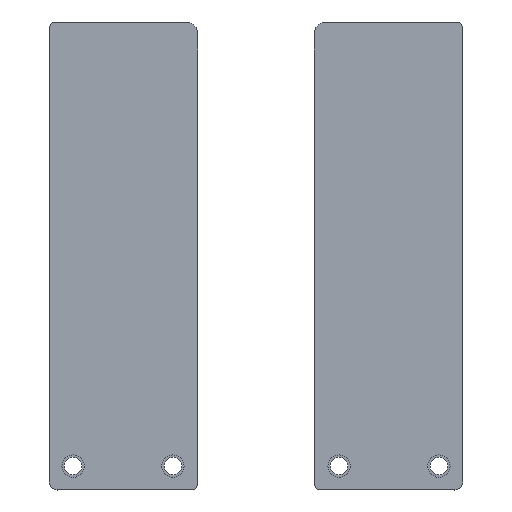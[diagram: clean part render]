
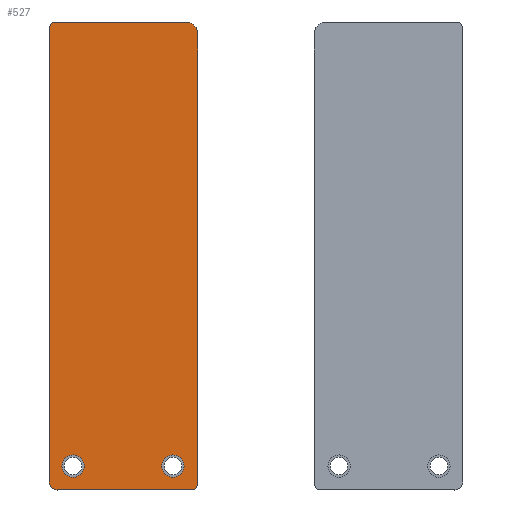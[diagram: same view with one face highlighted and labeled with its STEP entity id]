
A CAD part, top view. The second image highlights one B-rep face of the part: STEP entity #527.
In plain terms, the highlighted planar face has unit normal (0, 0, 1).
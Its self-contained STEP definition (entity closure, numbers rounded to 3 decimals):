
#19=FACE_BOUND('',#94,.T.);
#20=FACE_BOUND('',#95,.T.);
#35=PLANE('',#590);
#59=FACE_OUTER_BOUND('',#93,.T.);
#93=EDGE_LOOP('',(#405,#406,#407,#408,#409,#410,#411,#412));
#94=EDGE_LOOP('',(#413));
#95=EDGE_LOOP('',(#414));
#127=LINE('',#828,#167);
#131=LINE('',#840,#171);
#135=LINE('',#852,#175);
#139=LINE('',#864,#179);
#167=VECTOR('',#662,10.);
#171=VECTOR('',#674,10.);
#175=VECTOR('',#686,10.);
#179=VECTOR('',#698,10.);
#207=CIRCLE('',#571,1.4);
#208=CIRCLE('',#573,1.4);
#210=CIRCLE('',#577,0.8);
#212=CIRCLE('',#581,1.);
#214=CIRCLE('',#585,0.8);
#216=CIRCLE('',#589,1.5);
#239=VERTEX_POINT('',#814);
#240=VERTEX_POINT('',#818);
#243=VERTEX_POINT('',#825);
#244=VERTEX_POINT('',#827);
#246=VERTEX_POINT('',#833);
#248=VERTEX_POINT('',#839);
#250=VERTEX_POINT('',#845);
#252=VERTEX_POINT('',#851);
#254=VERTEX_POINT('',#857);
#256=VERTEX_POINT('',#863);
#289=EDGE_CURVE('',#239,#239,#207,.T.);
#291=EDGE_CURVE('',#240,#240,#208,.T.);
#295=EDGE_CURVE('',#244,#243,#127,.T.);
#298=EDGE_CURVE('',#246,#244,#210,.T.);
#301=EDGE_CURVE('',#248,#246,#131,.T.);
#304=EDGE_CURVE('',#250,#248,#212,.T.);
#307=EDGE_CURVE('',#252,#250,#135,.T.);
#310=EDGE_CURVE('',#254,#252,#214,.T.);
#313=EDGE_CURVE('',#256,#254,#139,.T.);
#316=EDGE_CURVE('',#243,#256,#216,.T.);
#405=ORIENTED_EDGE('',*,*,#316,.T.);
#406=ORIENTED_EDGE('',*,*,#313,.T.);
#407=ORIENTED_EDGE('',*,*,#310,.T.);
#408=ORIENTED_EDGE('',*,*,#307,.T.);
#409=ORIENTED_EDGE('',*,*,#304,.T.);
#410=ORIENTED_EDGE('',*,*,#301,.T.);
#411=ORIENTED_EDGE('',*,*,#298,.T.);
#412=ORIENTED_EDGE('',*,*,#295,.T.);
#413=ORIENTED_EDGE('',*,*,#291,.T.);
#414=ORIENTED_EDGE('',*,*,#289,.T.);
#527=ADVANCED_FACE('',(#59,#19,#20),#35,.T.);
#571=AXIS2_PLACEMENT_3D('',#815,#650,#651);
#573=AXIS2_PLACEMENT_3D('',#819,#655,#656);
#577=AXIS2_PLACEMENT_3D('',#834,#668,#669);
#581=AXIS2_PLACEMENT_3D('',#846,#680,#681);
#585=AXIS2_PLACEMENT_3D('',#858,#692,#693);
#589=AXIS2_PLACEMENT_3D('',#868,#704,#705);
#590=AXIS2_PLACEMENT_3D('',#869,#706,#707);
#650=DIRECTION('center_axis',(0.,0.,-1.));
#651=DIRECTION('ref_axis',(1.,0.,0.));
#655=DIRECTION('center_axis',(0.,0.,-1.));
#656=DIRECTION('ref_axis',(1.,0.,0.));
#662=DIRECTION('',(0.,1.,0.));
#668=DIRECTION('center_axis',(0.,0.,1.));
#669=DIRECTION('ref_axis',(0.,-1.,0.));
#674=DIRECTION('',(1.,0.,0.));
#680=DIRECTION('center_axis',(0.,0.,1.));
#681=DIRECTION('ref_axis',(-1.,0.,0.));
#686=DIRECTION('',(0.,-1.,0.));
#692=DIRECTION('center_axis',(0.,0.,1.));
#693=DIRECTION('ref_axis',(0.,1.,0.));
#698=DIRECTION('',(-1.,0.,0.));
#704=DIRECTION('center_axis',(0.,0.,1.));
#705=DIRECTION('ref_axis',(1.,0.,0.));
#706=DIRECTION('center_axis',(0.,0.,1.));
#707=DIRECTION('ref_axis',(1.,0.,0.));
#814=CARTESIAN_POINT('',(-11.8,19.5,1.5));
#815=CARTESIAN_POINT('Origin',(-10.4,19.5,1.5));
#818=CARTESIAN_POINT('',(-24.3,19.5,1.5));
#819=CARTESIAN_POINT('Origin',(-22.9,19.5,1.5));
#825=CARTESIAN_POINT('',(-7.3,73.6,1.5));
#827=CARTESIAN_POINT('',(-7.3,17.3,1.5));
#828=CARTESIAN_POINT('',(-7.3,73.6,1.5));
#833=CARTESIAN_POINT('',(-8.1,16.5,1.5));
#834=CARTESIAN_POINT('Origin',(-8.1,17.3,1.5));
#839=CARTESIAN_POINT('',(-24.9,16.5,1.5));
#840=CARTESIAN_POINT('',(-8.1,16.5,1.5));
#845=CARTESIAN_POINT('',(-25.9,17.5,1.5));
#846=CARTESIAN_POINT('Origin',(-24.9,17.5,1.5));
#851=CARTESIAN_POINT('',(-25.9,74.3,1.5));
#852=CARTESIAN_POINT('',(-25.9,17.5,1.5));
#857=CARTESIAN_POINT('',(-25.1,75.1,1.5));
#858=CARTESIAN_POINT('Origin',(-25.1,74.3,1.5));
#863=CARTESIAN_POINT('',(-8.8,75.1,1.5));
#864=CARTESIAN_POINT('',(-8.8,75.1,1.5));
#868=CARTESIAN_POINT('Origin',(-8.8,73.6,1.5));
#869=CARTESIAN_POINT('Origin',(-16.6,45.8,1.5));
